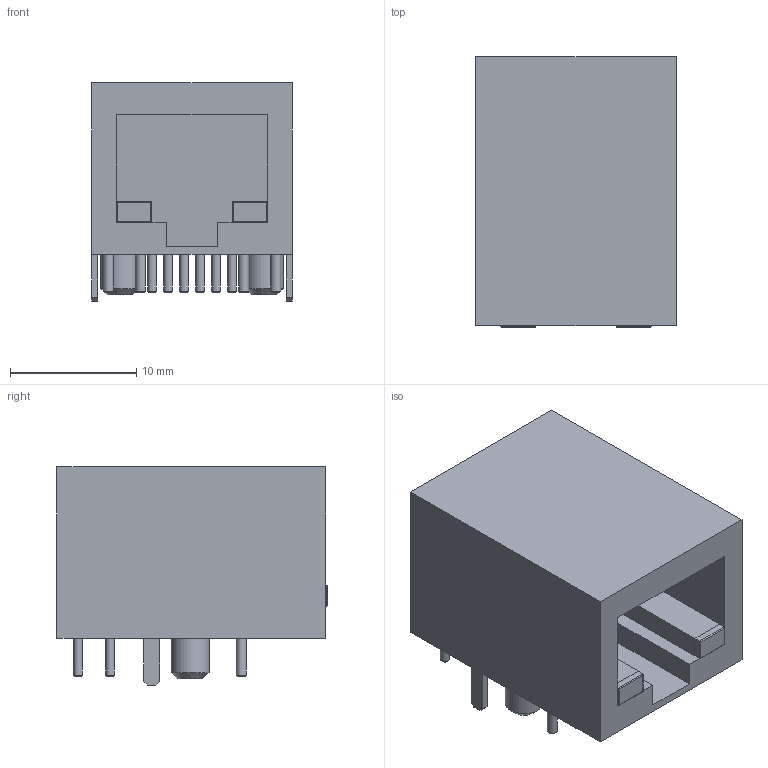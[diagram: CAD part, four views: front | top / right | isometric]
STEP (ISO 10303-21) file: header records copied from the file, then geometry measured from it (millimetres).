
FILE_DESCRIPTION(('FreeCAD Model'),'2;1');
FILE_NAME( 'arjm11b1-502.step', '2020-04-29T15:33:33',('Author'),(''), 'Open CASCADE STEP processor 7.3','FreeCAD','Unknown');
FILE_SCHEMA(('AUTOMOTIVE_DESIGN { 1 0 10303 214 1 1 1 1 }'));
Length unit declared in the file: millimetre
Products named in the file (1): Chamfer002
Bounding box: 15.9 x 21.4 x 17.3 mm (x, y, z)
Volume: 3404.5 mm3; surface area: 2431.8 mm2
Topology: 1 solids, 1 shells, 99 faces, 206 edges, 126 vertices
Faces by surface type: plane 59, cylinder 24, cone 16
Full cylindrical faces by diameter (mm): 0.7 x10, 0.8 x4, 3 x2
Entity records: 6083 total; most frequent: CARTESIAN_POINT 1100, DIRECTION 810, LINE 482, VECTOR 482, ORIENTED_EDGE 412, PCURVE 412, DEFINITIONAL_REPRESENTATION 412, EDGE_CURVE 206
